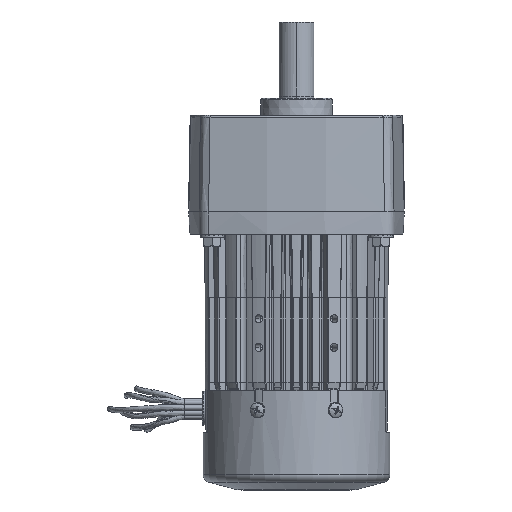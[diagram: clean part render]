
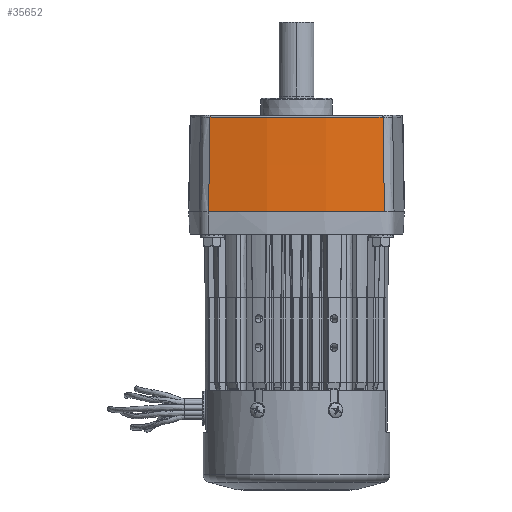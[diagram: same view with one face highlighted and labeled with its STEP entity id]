
A CAD part, front view. The second image highlights one B-rep face of the part: STEP entity #35652.
In plain terms, the highlighted conical face has half-angle 1 degrees and reference radius 203.2 mm.
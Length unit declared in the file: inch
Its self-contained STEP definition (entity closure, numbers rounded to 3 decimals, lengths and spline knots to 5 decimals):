
#3312 = DIRECTION ( 'NONE',  ( 0., 0., 1. ) ) ;
#4056 = CARTESIAN_POINT ( 'NONE',  ( 0., 5.68, -2.06105 ) ) ;
#4904 = EDGE_CURVE ( 'NONE', #26798, #27062, #63360, .T. ) ;
#8806 = CARTESIAN_POINT ( 'NONE',  ( -1.87234, -2.07881, -1.05828 ) ) ;
#9715 = DIRECTION ( 'NONE',  ( -1., 0., 0. ) ) ;
#11921 = CARTESIAN_POINT ( 'NONE',  ( 1.85745, -2.06439, -2.06105 ) ) ;
#13083 = CARTESIAN_POINT ( 'NONE',  ( 1.86241, -2.0692, -1.72679 ) ) ;
#13227 = CARTESIAN_POINT ( 'NONE',  ( 0., 5.68, -0.027 ) ) ;
#13310 = CARTESIAN_POINT ( 'NONE',  ( 1.86738, -2.07401, -1.39254 ) ) ;
#14449 = CARTESIAN_POINT ( 'NONE',  ( -1.86241, -2.0692, -1.72679 ) ) ;
#15362 = CARTESIAN_POINT ( 'NONE',  ( 1.88764, -2.09363, -0.027 ) ) ;
#15380 = ORIENTED_EDGE ( 'NONE', *, *, #63616, .T. ) ;
#17593 = CARTESIAN_POINT ( 'NONE',  ( 1.87234, -2.07881, -1.05828 ) ) ;
#18069 = CIRCLE ( 'NONE', #67620, 7.96402 ) ;
#18900 = DIRECTION ( 'NONE',  ( 1., 0., 0. ) ) ;
#21671 = AXIS2_PLACEMENT_3D ( 'NONE', #65785, #3312, #31806 ) ;
#21868 = FACE_OUTER_BOUND ( 'NONE', #36506, .T. ) ;
#24933 = CARTESIAN_POINT ( 'NONE',  ( 1.88764, -2.09363, -0.027 ) ) ;
#25770 = CARTESIAN_POINT ( 'NONE',  ( 1.88254, -2.08869, -0.37076 ) ) ;
#25838 = CARTESIAN_POINT ( 'NONE',  ( 1.87744, -2.08375, -0.71452 ) ) ;
#26798 = VERTEX_POINT ( 'NONE', #62916 ) ;
#27062 = VERTEX_POINT ( 'NONE', #15362 ) ;
#31367 = CARTESIAN_POINT ( 'NONE',  ( -1.88764, -2.09363, -0.027 ) ) ;
#31806 = DIRECTION ( 'NONE',  ( 1., 0., 0. ) ) ;
#32027 = VERTEX_POINT ( 'NONE', #71466 ) ;
#32847 = CARTESIAN_POINT ( 'NONE',  ( -1.85745, -2.06439, -2.06105 ) ) ;
#35248 = CONICAL_SURFACE ( 'NONE', #21671, 8., 0.017 ) ;
#35652 = ADVANCED_FACE ( 'NONE', ( #21868 ), #35248, .T. ) ;
#36506 = EDGE_LOOP ( 'NONE', ( #55692, #40706, #54724, #15380 ) ) ;
#38291 = CIRCLE ( 'NONE', #60852, 7.99953 ) ;
#40706 = ORIENTED_EDGE ( 'NONE', *, *, #51137, .T. ) ;
#42797 = CARTESIAN_POINT ( 'NONE',  ( -1.87744, -2.08375, -0.71452 ) ) ;
#43751 = DIRECTION ( 'NONE',  ( 0., 0., 1. ) ) ;
#46192 = VERTEX_POINT ( 'NONE', #32847 ) ;
#48572 = CARTESIAN_POINT ( 'NONE',  ( -1.86738, -2.07401, -1.39254 ) ) ;
#51137 = EDGE_CURVE ( 'NONE', #27062, #32027, #38291, .T. ) ;
#52328 = EDGE_CURVE ( 'NONE', #32027, #46192, #56990, .T. ) ;
#53054 = DIRECTION ( 'NONE',  ( 0., 0., -1. ) ) ;
#54303 = CARTESIAN_POINT ( 'NONE',  ( -1.85745, -2.06439, -2.06105 ) ) ;
#54724 = ORIENTED_EDGE ( 'NONE', *, *, #52328, .T. ) ;
#55692 = ORIENTED_EDGE ( 'NONE', *, *, #4904, .T. ) ;
#56990 = B_SPLINE_CURVE_WITH_KNOTS ( 'NONE', 3,
 ( #31367, #65386, #42797, #8806, #48572, #14449, #54303 ),
 .UNSPECIFIED., .F., .F.,
 ( 4, 3, 4 ),
 ( 0.00069, 0.02689, 0.05236 ),
 .UNSPECIFIED. ) ;
#60852 = AXIS2_PLACEMENT_3D ( 'NONE', #13227, #53054, #18900 ) ;
#62916 = CARTESIAN_POINT ( 'NONE',  ( 1.85745, -2.06439, -2.06105 ) ) ;
#63360 = B_SPLINE_CURVE_WITH_KNOTS ( 'NONE', 3,
 ( #11921, #13083, #13310, #17593, #25838, #25770, #24933 ),
 .UNSPECIFIED., .F., .F.,
 ( 4, 3, 4 ),
 ( 0.0015, 0.02697, 0.05317 ),
 .UNSPECIFIED. ) ;
#63616 = EDGE_CURVE ( 'NONE', #46192, #26798, #18069, .T. ) ;
#65386 = CARTESIAN_POINT ( 'NONE',  ( -1.88254, -2.08869, -0.37076 ) ) ;
#65785 = CARTESIAN_POINT ( 'NONE',  ( 0., 5.68, 0. ) ) ;
#67620 = AXIS2_PLACEMENT_3D ( 'NONE', #4056, #43751, #9715 ) ;
#71466 = CARTESIAN_POINT ( 'NONE',  ( -1.88764, -2.09363, -0.027 ) ) ;
